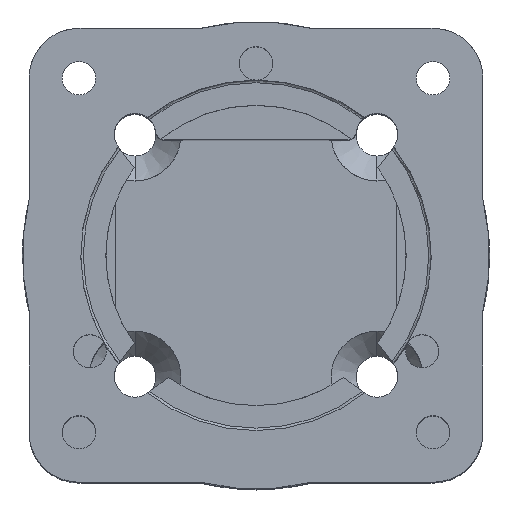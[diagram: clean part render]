
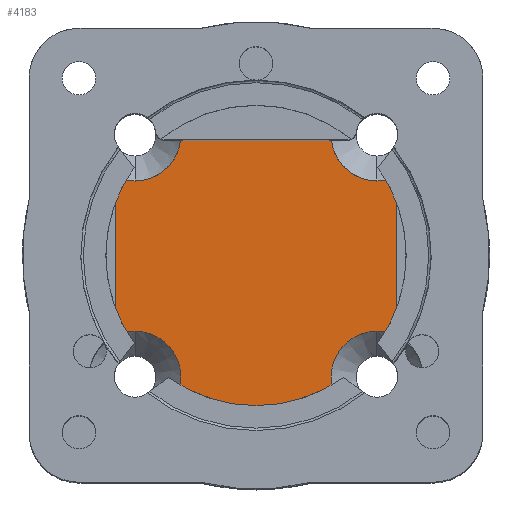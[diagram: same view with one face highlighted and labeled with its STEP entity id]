
A CAD part, top view. The second image highlights one B-rep face of the part: STEP entity #4183.
In plain terms, the highlighted planar face has unit normal (0, 0, 1).
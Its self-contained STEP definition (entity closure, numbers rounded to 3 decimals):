
#140=CARTESIAN_POINT('',(-14.5,-14.5,7.));
#141=DIRECTION('',(0.,0.,1.));
#142=DIRECTION('',(-0.568,0.823,0.));
#143=AXIS2_PLACEMENT_3D('',#140,#141,#142);
#145=CARTESIAN_POINT('',(-14.5,-14.5,7.));
#146=DIRECTION('',(0.,0.,1.));
#147=DIRECTION('',(0.,-1.,0.));
#148=AXIS2_PLACEMENT_3D('',#145,#146,#147);
#150=CARTESIAN_POINT('',(-14.5,-14.5,7.));
#151=DIRECTION('',(0.,0.,1.));
#152=DIRECTION('',(0.,1.,0.));
#153=AXIS2_PLACEMENT_3D('',#150,#151,#152);
#155=DIRECTION('',(0.,1.,0.));
#156=VECTOR('',#155,18.457);
#157=CARTESIAN_POINT('',(-16.85,-8.93,7.));
#158=LINE('',#157,#156);
#159=CARTESIAN_POINT('',(-14.5,14.5,7.));
#160=DIRECTION('',(0.,0.,1.));
#161=DIRECTION('',(-0.427,-0.904,0.));
#162=AXIS2_PLACEMENT_3D('',#159,#160,#161);
#164=CARTESIAN_POINT('',(-14.5,14.5,7.));
#165=DIRECTION('',(0.,0.,1.));
#166=DIRECTION('',(0.,-1.,0.));
#167=AXIS2_PLACEMENT_3D('',#164,#165,#166);
#169=DIRECTION('',(-1.,0.,0.));
#170=VECTOR('',#169,18.077);
#171=CARTESIAN_POINT('',(9.039,13.85,7.));
#172=LINE('',#171,#170);
#173=CARTESIAN_POINT('',(14.5,14.5,7.));
#174=DIRECTION('',(0.,0.,1.));
#175=DIRECTION('',(-0.993,-0.118,0.));
#176=AXIS2_PLACEMENT_3D('',#173,#174,#175);
#178=CARTESIAN_POINT('',(14.5,14.5,7.));
#179=DIRECTION('',(0.,0.,1.));
#180=DIRECTION('',(0.,-1.,0.));
#181=AXIS2_PLACEMENT_3D('',#178,#179,#180);
#183=DIRECTION('',(0.,-1.,0.));
#184=VECTOR('',#183,18.457);
#185=CARTESIAN_POINT('',(16.85,9.527,7.));
#186=LINE('',#185,#184);
#187=CARTESIAN_POINT('',(14.5,-14.5,7.));
#188=DIRECTION('',(0.,0.,1.));
#189=DIRECTION('',(0.515,0.857,0.));
#190=AXIS2_PLACEMENT_3D('',#187,#188,#189);
#192=CARTESIAN_POINT('',(14.5,-14.5,7.));
#193=DIRECTION('',(0.,0.,1.));
#194=DIRECTION('',(0.,1.,0.));
#195=AXIS2_PLACEMENT_3D('',#192,#193,#194);
#197=CARTESIAN_POINT('',(14.5,-14.5,7.));
#198=DIRECTION('',(0.,0.,1.));
#199=DIRECTION('',(0.,-1.,0.));
#200=AXIS2_PLACEMENT_3D('',#197,#198,#199);
#202=DIRECTION('',(1.,0.,0.));
#203=VECTOR('',#202,9.58);
#204=CARTESIAN_POINT('',(16.85,-24.15,7.));
#205=LINE('',#204,#203);
#206=DIRECTION('',(0.,-1.,0.));
#207=VECTOR('',#206,3.05);
#208=CARTESIAN_POINT('',(16.85,-24.15,7.));
#209=LINE('',#208,#207);
#210=DIRECTION('',(-1.,0.,0.));
#211=VECTOR('',#210,10.205);
#212=CARTESIAN_POINT('',(16.85,-27.2,7.));
#213=LINE('',#212,#211);
#214=CARTESIAN_POINT('',(0.,0.,7.));
#215=DIRECTION('',(0.,0.,1.));
#216=DIRECTION('',(0.,-1.,0.));
#217=AXIS2_PLACEMENT_3D('',#214,#215,#216);
#219=CARTESIAN_POINT('',(0.,0.,7.));
#220=DIRECTION('',(0.,0.,1.));
#221=DIRECTION('',(-0.237,-0.971,0.));
#222=AXIS2_PLACEMENT_3D('',#219,#220,#221);
#224=DIRECTION('',(-1.,0.,0.));
#225=VECTOR('',#224,10.205);
#226=CARTESIAN_POINT('',(-6.645,-27.2,7.));
#227=LINE('',#226,#225);
#228=DIRECTION('',(0.,1.,0.));
#229=VECTOR('',#228,3.05);
#230=CARTESIAN_POINT('',(-16.85,-27.2,7.));
#231=LINE('',#230,#229);
#232=DIRECTION('',(1.,0.,0.));
#233=VECTOR('',#232,9.58);
#234=CARTESIAN_POINT('',(-26.43,-24.15,7.));
#235=LINE('',#234,#233);
#1802=CARTESIAN_POINT('',(21.213,-21.213,7.));
#1803=DIRECTION('',(0.,0.,1.));
#1804=DIRECTION('',(0.871,-0.491,0.));
#1805=AXIS2_PLACEMENT_3D('',#1802,#1803,#1804);
#1865=DIRECTION('',(0.,1.,0.));
#1866=VECTOR('',#1865,11.063);
#1867=CARTESIAN_POINT('',(27.2,-21.213,7.));
#1868=LINE('',#1867,#1866);
#1954=DIRECTION('',(0.,1.,0.));
#1955=VECTOR('',#1954,11.063);
#1956=CARTESIAN_POINT('',(-27.2,-21.213,7.));
#1957=LINE('',#1956,#1955);
#1997=CARTESIAN_POINT('',(-21.213,-21.213,7.));
#1998=DIRECTION('',(0.,0.,1.));
#1999=DIRECTION('',(-1.,0.,0.));
#2000=AXIS2_PLACEMENT_3D('',#1997,#1998,#1999);
#2137=DIRECTION('',(1.,0.,0.));
#2138=VECTOR('',#2137,9.009);
#2139=CARTESIAN_POINT('',(-27.2,-10.15,7.));
#2140=LINE('',#2139,#2138);
#2145=DIRECTION('',(1.,0.,0.));
#2146=VECTOR('',#2145,9.009);
#2147=CARTESIAN_POINT('',(18.192,-10.15,7.));
#2148=LINE('',#2147,#2146);
#2154=CARTESIAN_POINT('',(-18.192,-9.15,7.));
#2155=DIRECTION('',(0.,0.,-1.));
#2156=DIRECTION('',(0.568,-0.823,0.));
#2157=AXIS2_PLACEMENT_3D('',#2154,#2155,#2156);
#2213=CARTESIAN_POINT('',(-17.85,-8.93,7.));
#2214=DIRECTION('',(0.,0.,-1.));
#2215=DIRECTION('',(1.,0.,0.));
#2216=AXIS2_PLACEMENT_3D('',#2213,#2214,#2215);
#2355=CARTESIAN_POINT('',(18.192,-9.15,7.));
#2356=DIRECTION('',(0.,0.,-1.));
#2357=DIRECTION('',(0.,-1.,0.));
#2358=AXIS2_PLACEMENT_3D('',#2355,#2356,#2357);
#2639=CARTESIAN_POINT('',(17.85,-8.93,7.));
#2640=DIRECTION('',(0.,0.,-1.));
#2641=DIRECTION('',(-0.515,-0.857,0.));
#2642=AXIS2_PLACEMENT_3D('',#2639,#2640,#2641);
#3145=CARTESIAN_POINT('',(14.5,-9.,7.));
#3146=CARTESIAN_POINT('',(14.5,-20.,7.));
#3147=VERTEX_POINT('',#3145);
#3148=VERTEX_POINT('',#3146);
#3149=CARTESIAN_POINT('',(-14.5,-20.,7.));
#3150=CARTESIAN_POINT('',(-14.5,-9.,7.));
#3151=VERTEX_POINT('',#3149);
#3152=VERTEX_POINT('',#3150);
#3185=CARTESIAN_POINT('',(14.5,9.,7.));
#3186=VERTEX_POINT('',#3185);
#3187=CARTESIAN_POINT('',(-14.5,9.,7.));
#3188=VERTEX_POINT('',#3187);
#3201=CARTESIAN_POINT('',(0.,-28.,7.));
#3202=VERTEX_POINT('',#3201);
#3241=CARTESIAN_POINT('',(16.85,9.527,7.));
#3242=VERTEX_POINT('',#3241);
#3292=CARTESIAN_POINT('',(-16.85,9.527,7.));
#3293=VERTEX_POINT('',#3292);
#3325=CARTESIAN_POINT('',(9.039,13.85,7.));
#3327=VERTEX_POINT('',#3325);
#3329=CARTESIAN_POINT('',(-9.039,13.85,7.));
#3331=VERTEX_POINT('',#3329);
#3361=CARTESIAN_POINT('',(6.645,-27.2,7.));
#3362=VERTEX_POINT('',#3361);
#3367=CARTESIAN_POINT('',(-6.645,-27.2,7.));
#3368=VERTEX_POINT('',#3367);
#3369=CARTESIAN_POINT('',(-16.85,-27.2,7.));
#3370=VERTEX_POINT('',#3369);
#3371=CARTESIAN_POINT('',(16.85,-27.2,7.));
#3372=VERTEX_POINT('',#3371);
#3373=CARTESIAN_POINT('',(16.85,-24.15,7.));
#3375=VERTEX_POINT('',#3373);
#3377=CARTESIAN_POINT('',(-16.85,-24.15,7.));
#3379=VERTEX_POINT('',#3377);
#3385=CARTESIAN_POINT('',(26.43,-24.15,7.));
#3386=VERTEX_POINT('',#3385);
#3387=CARTESIAN_POINT('',(27.2,-21.213,7.));
#3388=VERTEX_POINT('',#3387);
#3389=CARTESIAN_POINT('',(27.2,-10.15,7.));
#3391=VERTEX_POINT('',#3389);
#3393=CARTESIAN_POINT('',(-27.2,-10.15,7.));
#3395=VERTEX_POINT('',#3393);
#3399=CARTESIAN_POINT('',(-27.2,-21.213,7.));
#3400=VERTEX_POINT('',#3399);
#3403=CARTESIAN_POINT('',(-26.43,-24.15,7.));
#3404=VERTEX_POINT('',#3403);
#3616=CARTESIAN_POINT('',(-16.85,-8.93,7.));
#3618=VERTEX_POINT('',#3616);
#3620=CARTESIAN_POINT('',(-18.192,-10.15,7.));
#3622=VERTEX_POINT('',#3620);
#3624=CARTESIAN_POINT('',(-17.624,-9.973,7.));
#3626=VERTEX_POINT('',#3624);
#3627=CARTESIAN_POINT('',(18.192,-10.15,7.));
#3629=VERTEX_POINT('',#3627);
#3631=CARTESIAN_POINT('',(17.624,-9.973,7.));
#3633=VERTEX_POINT('',#3631);
#3636=CARTESIAN_POINT('',(16.85,-8.93,7.));
#3638=VERTEX_POINT('',#3636);
#3671=CARTESIAN_POINT('',(17.335,-9.787,7.));
#3672=VERTEX_POINT('',#3671);
#3673=CARTESIAN_POINT('',(-17.335,-9.787,7.));
#3674=VERTEX_POINT('',#3673);
#4116=CARTESIAN_POINT('',(0.,0.,7.));
#4117=DIRECTION('',(0.,0.,1.));
#4118=DIRECTION('',(0.,-1.,0.));
#4119=AXIS2_PLACEMENT_3D('',#4116,#4117,#4118);
#4120=PLANE('',#4119);
#4122=ORIENTED_EDGE('',*,*,#4121,.T.);
#4124=ORIENTED_EDGE('',*,*,#4123,.F.);
#4126=ORIENTED_EDGE('',*,*,#4125,.T.);
#4128=ORIENTED_EDGE('',*,*,#4127,.T.);
#4130=ORIENTED_EDGE('',*,*,#4129,.T.);
#4132=ORIENTED_EDGE('',*,*,#4131,.F.);
#4134=ORIENTED_EDGE('',*,*,#4133,.T.);
#4136=ORIENTED_EDGE('',*,*,#4135,.T.);
#4138=ORIENTED_EDGE('',*,*,#4137,.T.);
#4140=ORIENTED_EDGE('',*,*,#4139,.F.);
#4141=ORIENTED_EDGE('',*,*,#4067,.T.);
#4142=ORIENTED_EDGE('',*,*,#4054,.T.);
#4144=ORIENTED_EDGE('',*,*,#4143,.T.);
#4146=ORIENTED_EDGE('',*,*,#4145,.F.);
#4148=ORIENTED_EDGE('',*,*,#4147,.T.);
#4150=ORIENTED_EDGE('',*,*,#4149,.T.);
#4152=ORIENTED_EDGE('',*,*,#4151,.T.);
#4154=ORIENTED_EDGE('',*,*,#4153,.F.);
#4156=ORIENTED_EDGE('',*,*,#4155,.T.);
#4158=ORIENTED_EDGE('',*,*,#4157,.F.);
#4160=ORIENTED_EDGE('',*,*,#4159,.F.);
#4162=ORIENTED_EDGE('',*,*,#4161,.F.);
#4164=ORIENTED_EDGE('',*,*,#4163,.T.);
#4166=ORIENTED_EDGE('',*,*,#4165,.T.);
#4168=ORIENTED_EDGE('',*,*,#4167,.F.);
#4170=ORIENTED_EDGE('',*,*,#4169,.F.);
#4172=ORIENTED_EDGE('',*,*,#4171,.T.);
#4174=ORIENTED_EDGE('',*,*,#4173,.T.);
#4176=ORIENTED_EDGE('',*,*,#4175,.F.);
#4178=ORIENTED_EDGE('',*,*,#4177,.F.);
#4180=ORIENTED_EDGE('',*,*,#4179,.T.);
#4181=EDGE_LOOP('',(#4122,#4124,#4126,#4128,#4130,#4132,#4134,#4136,#4138,#4140,
#4141,#4142,#4144,#4146,#4148,#4150,#4152,#4154,#4156,#4158,#4160,#4162,#4164,
#4166,#4168,#4170,#4172,#4174,#4176,#4178,#4180));
#4182=FACE_OUTER_BOUND('',#4181,.F.);
#4183=ADVANCED_FACE('',(#4182),#4120,.T.);
#144=CIRCLE('',#143,5.5);
#149=CIRCLE('',#148,5.5);
#154=CIRCLE('',#153,5.5);
#163=CIRCLE('',#162,5.5);
#168=CIRCLE('',#167,5.5);
#177=CIRCLE('',#176,5.5);
#182=CIRCLE('',#181,5.5);
#191=CIRCLE('',#190,5.5);
#196=CIRCLE('',#195,5.5);
#201=CIRCLE('',#200,5.5);
#218=CIRCLE('',#217,28.);
#223=CIRCLE('',#222,28.);
#1806=CIRCLE('',#1805,5.987);
#2001=CIRCLE('',#2000,5.987);
#2158=CIRCLE('',#2157,1.);
#2217=CIRCLE('',#2216,1.);
#2359=CIRCLE('',#2358,1.);
#2643=CIRCLE('',#2642,1.);
#4054=EDGE_CURVE('',#3186,#3242,#182,.T.);
#4067=EDGE_CURVE('',#3327,#3186,#177,.T.);
#4121=EDGE_CURVE('',#3395,#3622,#2140,.T.);
#4123=EDGE_CURVE('',#3626,#3622,#2158,.T.);
#4125=EDGE_CURVE('',#3626,#3151,#144,.T.);
#4127=EDGE_CURVE('',#3151,#3152,#149,.T.);
#4129=EDGE_CURVE('',#3152,#3674,#154,.T.);
#4131=EDGE_CURVE('',#3618,#3674,#2217,.T.);
#4133=EDGE_CURVE('',#3618,#3293,#158,.T.);
#4135=EDGE_CURVE('',#3293,#3188,#163,.T.);
#4137=EDGE_CURVE('',#3188,#3331,#168,.T.);
#4139=EDGE_CURVE('',#3327,#3331,#172,.T.);
#4143=EDGE_CURVE('',#3242,#3638,#186,.T.);
#4145=EDGE_CURVE('',#3672,#3638,#2643,.T.);
#4147=EDGE_CURVE('',#3672,#3147,#191,.T.);
#4149=EDGE_CURVE('',#3147,#3148,#196,.T.);
#4151=EDGE_CURVE('',#3148,#3633,#201,.T.);
#4153=EDGE_CURVE('',#3629,#3633,#2359,.T.);
#4155=EDGE_CURVE('',#3629,#3391,#2148,.T.);
#4157=EDGE_CURVE('',#3388,#3391,#1868,.T.);
#4159=EDGE_CURVE('',#3386,#3388,#1806,.T.);
#4161=EDGE_CURVE('',#3375,#3386,#205,.T.);
#4163=EDGE_CURVE('',#3375,#3372,#209,.T.);
#4165=EDGE_CURVE('',#3372,#3362,#213,.T.);
#4167=EDGE_CURVE('',#3202,#3362,#218,.T.);
#4169=EDGE_CURVE('',#3368,#3202,#223,.T.);
#4171=EDGE_CURVE('',#3368,#3370,#227,.T.);
#4173=EDGE_CURVE('',#3370,#3379,#231,.T.);
#4175=EDGE_CURVE('',#3404,#3379,#235,.T.);
#4177=EDGE_CURVE('',#3400,#3404,#2001,.T.);
#4179=EDGE_CURVE('',#3400,#3395,#1957,.T.);
